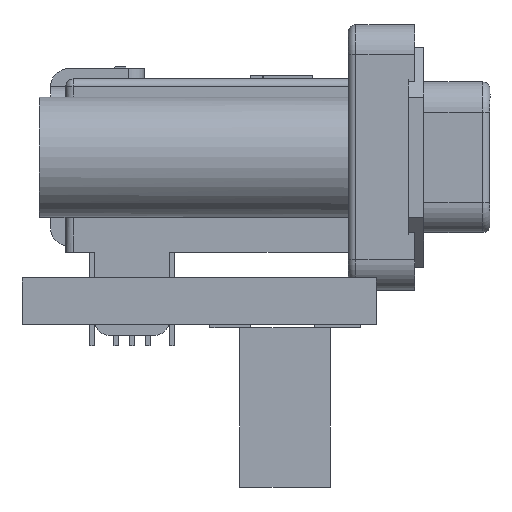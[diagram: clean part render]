
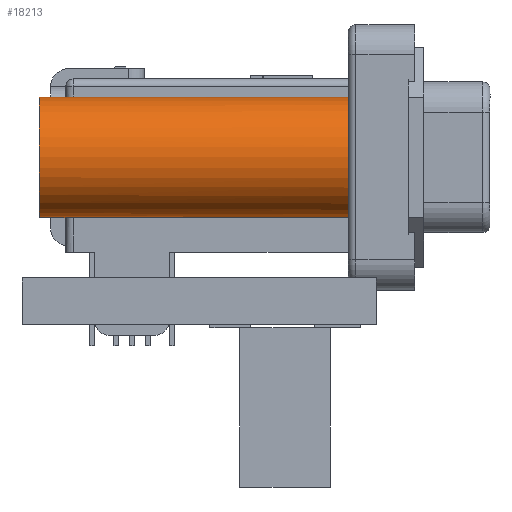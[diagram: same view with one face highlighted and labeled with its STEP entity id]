
A CAD part, front view. The second image highlights one B-rep face of the part: STEP entity #18213.
In plain terms, the highlighted cylindrical face has radius 2 mm (diameter 4 mm), a partial arc.
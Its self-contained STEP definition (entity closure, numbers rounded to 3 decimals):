
#11783 = VERTEX_POINT('',#11784);
#11784 = CARTESIAN_POINT('',(-9.,-1.984,-11.375));
#11791 = VERTEX_POINT('',#11792);
#11792 = CARTESIAN_POINT('',(-9.,1.984,-11.375));
#12946 = VERTEX_POINT('',#12947);
#12947 = CARTESIAN_POINT('',(-9.25,-2.,-11.125));
#12953 = EDGE_CURVE('',#11783,#12946,#12954,.T.);
#12954 = B_SPLINE_CURVE_WITH_KNOTS('',3,(#12955,#12956,#12957,#12958,
    #12959,#12960),.UNSPECIFIED.,.F.,.F.,(4,2,4),(0.,
    0.,0.),.UNSPECIFIED.);
#12955 = CARTESIAN_POINT('',(-9.,-1.984,-11.375));
#12956 = CARTESIAN_POINT('',(-9.066,-1.993,-11.375));
#12957 = CARTESIAN_POINT('',(-9.13,-1.997,
    -11.348));
#12958 = CARTESIAN_POINT('',(-9.223,-2.,
    -11.256));
#12959 = CARTESIAN_POINT('',(-9.25,-2.,-11.191));
#12960 = CARTESIAN_POINT('',(-9.25,-2.,-11.125));
#12971 = EDGE_CURVE('',#12972,#12974,#12976,.T.);
#12972 = VERTEX_POINT('',#12973);
#12973 = CARTESIAN_POINT('',(-9.,-1.984,-12.25));
#12974 = VERTEX_POINT('',#12975);
#12975 = CARTESIAN_POINT('',(-9.,1.984,-12.25));
#12976 = CIRCLE('',#12977,2.);
#12977 = AXIS2_PLACEMENT_3D('',#12978,#12979,#12980);
#12978 = CARTESIAN_POINT('',(-9.25,0.,-12.25));
#12979 = DIRECTION('',(0.,0.,-1.));
#12980 = DIRECTION('',(-1.,0.,0.));
#12997 = EDGE_CURVE('',#12972,#11783,#12998,.T.);
#12998 = LINE('',#12999,#13000);
#12999 = CARTESIAN_POINT('',(-9.,-1.984,-12.25));
#13000 = VECTOR('',#13001,1.);
#13001 = DIRECTION('',(0.,0.,1.));
#13004 = EDGE_CURVE('',#12974,#11791,#13005,.T.);
#13005 = LINE('',#13006,#13007);
#13006 = CARTESIAN_POINT('',(-9.,1.984,-12.25));
#13007 = VECTOR('',#13008,1.);
#13008 = DIRECTION('',(0.,0.,1.));
#13018 = EDGE_CURVE('',#13019,#11791,#13021,.T.);
#13019 = VERTEX_POINT('',#13020);
#13020 = CARTESIAN_POINT('',(-9.25,2.,-11.125));
#13021 = B_SPLINE_CURVE_WITH_KNOTS('',3,(#13022,#13023,#13024,#13025,
    #13026,#13027),.UNSPECIFIED.,.F.,.F.,(4,2,4),(0.,
    0.,0.),.UNSPECIFIED.);
#13022 = CARTESIAN_POINT('',(-9.25,2.,-11.125));
#13023 = CARTESIAN_POINT('',(-9.25,2.,-11.191));
#13024 = CARTESIAN_POINT('',(-9.223,2.,
    -11.256));
#13025 = CARTESIAN_POINT('',(-9.13,1.997,
    -11.348));
#13026 = CARTESIAN_POINT('',(-9.066,1.993,-11.375));
#13027 = CARTESIAN_POINT('',(-9.,1.984,-11.375));
#18187 = EDGE_CURVE('',#18188,#12946,#18190,.T.);
#18188 = VERTEX_POINT('',#18189);
#18189 = CARTESIAN_POINT('',(-9.25,-2.,-2.));
#18190 = LINE('',#18191,#18192);
#18191 = CARTESIAN_POINT('',(-9.25,-2.,-31.107));
#18192 = VECTOR('',#18193,1.);
#18193 = DIRECTION('',(0.,0.,-1.));
#18213 = ADVANCED_FACE('',(#18214),#18237,.T.);
#18214 = FACE_BOUND('',#18215,.T.);
#18215 = EDGE_LOOP('',(#18216,#18224,#18225,#18226,#18227,#18228,#18229,
    #18230));
#18216 = ORIENTED_EDGE('',*,*,#18217,.F.);
#18217 = EDGE_CURVE('',#13019,#18218,#18220,.T.);
#18218 = VERTEX_POINT('',#18219);
#18219 = CARTESIAN_POINT('',(-9.25,2.,-2.));
#18220 = LINE('',#18221,#18222);
#18221 = CARTESIAN_POINT('',(-9.25,2.,-31.107));
#18222 = VECTOR('',#18223,1.);
#18223 = DIRECTION('',(0.,0.,1.));
#18224 = ORIENTED_EDGE('',*,*,#13018,.T.);
#18225 = ORIENTED_EDGE('',*,*,#13004,.F.);
#18226 = ORIENTED_EDGE('',*,*,#12971,.F.);
#18227 = ORIENTED_EDGE('',*,*,#12997,.T.);
#18228 = ORIENTED_EDGE('',*,*,#12953,.T.);
#18229 = ORIENTED_EDGE('',*,*,#18187,.F.);
#18230 = ORIENTED_EDGE('',*,*,#18231,.T.);
#18231 = EDGE_CURVE('',#18188,#18218,#18232,.T.);
#18232 = CIRCLE('',#18233,2.);
#18233 = AXIS2_PLACEMENT_3D('',#18234,#18235,#18236);
#18234 = CARTESIAN_POINT('',(-9.25,0.,-2.));
#18235 = DIRECTION('',(0.,0.,-1.));
#18236 = DIRECTION('',(-1.,0.,0.));
#18237 = CYLINDRICAL_SURFACE('',#18238,2.);
#18238 = AXIS2_PLACEMENT_3D('',#18239,#18240,#18241);
#18239 = CARTESIAN_POINT('',(-9.25,0.,-31.107)
  );
#18240 = DIRECTION('',(0.,0.,1.));
#18241 = DIRECTION('',(-1.,0.,0.));
